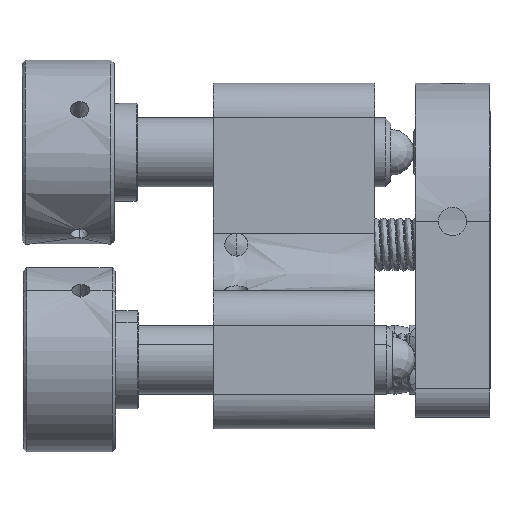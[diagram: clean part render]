
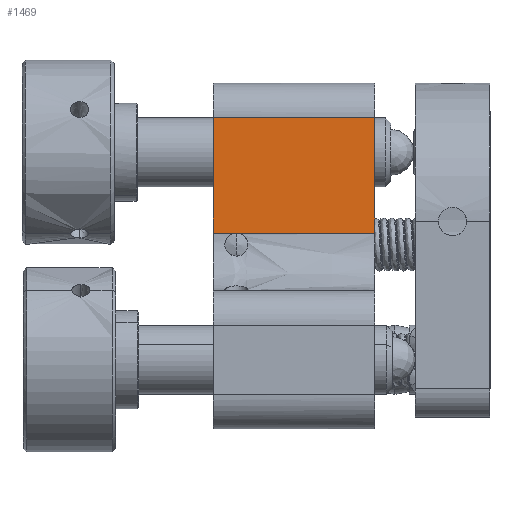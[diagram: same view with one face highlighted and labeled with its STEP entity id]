
A CAD part, left-side view. The second image highlights one B-rep face of the part: STEP entity #1469.
In plain terms, the highlighted free-form (B-spline) face has degree [1, 1] with [2, 2] control points.
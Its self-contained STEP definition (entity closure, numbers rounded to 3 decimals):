
#1469=ADVANCED_FACE('',(#2312),#30188,.T.);
#2312=FACE_OUTER_BOUND('',#3208,.T.);
#3208=EDGE_LOOP('',(#6783,#6784,#6785,#6786,#6787));
#6783=ORIENTED_EDGE('',*,*,#26506,.T.);
#6784=ORIENTED_EDGE('',*,*,#26422,.F.);
#6785=ORIENTED_EDGE('',*,*,#26418,.F.);
#6786=ORIENTED_EDGE('',*,*,#26507,.T.);
#6787=ORIENTED_EDGE('',*,*,#26504,.F.);
#11118=PCURVE('',#30577,#15588);
#11122=PCURVE('',#30577,#15592);
#11250=PCURVE('',#30599,#15720);
#11253=PCURVE('',#30188,#15723);
#11254=PCURVE('',#30188,#15724);
#11255=PCURVE('',#30188,#15725);
#11256=PCURVE('',#30188,#15726);
#11257=PCURVE('',#30188,#15727);
#11293=PCURVE('',#30192,#15763);
#11319=PCURVE('',#30193,#15789);
#15588=DEFINITIONAL_REPRESENTATION('',(#20916),#133112);
#15592=DEFINITIONAL_REPRESENTATION('',(#20923),#133112);
#15720=DEFINITIONAL_REPRESENTATION('',(#21051),#133112);
#15723=DEFINITIONAL_REPRESENTATION('',(#21055),#133112);
#15724=DEFINITIONAL_REPRESENTATION('',(#21056),#133112);
#15725=DEFINITIONAL_REPRESENTATION('',(#21057),#133112);
#15726=DEFINITIONAL_REPRESENTATION('',(#21059),#133112);
#15727=DEFINITIONAL_REPRESENTATION('',(#21060),#133112);
#15763=DEFINITIONAL_REPRESENTATION('',(#21097),#133112);
#15789=DEFINITIONAL_REPRESENTATION('',(#21105),#133112);
#20916=B_SPLINE_CURVE_WITH_KNOTS('',1,(#55704,#55705),.UNSPECIFIED.,.F.,
 .F.,(2,2),(0.,12.),.UNSPECIFIED.);
#20923=B_SPLINE_CURVE_WITH_KNOTS('',1,(#55781,#55782),.UNSPECIFIED.,.F.,
 .F.,(2,2),(0.,2.),.UNSPECIFIED.);
#21051=B_SPLINE_CURVE_WITH_KNOTS('',1,(#56604,#56605),.UNSPECIFIED.,.F.,
 .F.,(2,2),(-14.,0.),.UNSPECIFIED.);
#21054=B_SPLINE_CURVE_WITH_KNOTS('',1,(#56613,#56614),.UNSPECIFIED.,.F.,
 .F.,(2,2),(0.,10.),.UNSPECIFIED.);
#21055=B_SPLINE_CURVE_WITH_KNOTS('',1,(#56615,#56616),.UNSPECIFIED.,.F.,
 .F.,(2,2),(0.,10.),.UNSPECIFIED.);
#21056=B_SPLINE_CURVE_WITH_KNOTS('',1,(#56617,#56618),.UNSPECIFIED.,.F.,
 .F.,(2,2),(0.,2.),.UNSPECIFIED.);
#21057=B_SPLINE_CURVE_WITH_KNOTS('',1,(#56619,#56620),.UNSPECIFIED.,.F.,
 .F.,(2,2),(0.,12.),.UNSPECIFIED.);
#21058=B_SPLINE_CURVE_WITH_KNOTS('',1,(#56621,#56622),.UNSPECIFIED.,.F.,
 .F.,(2,2),(0.,10.),.UNSPECIFIED.);
#21059=B_SPLINE_CURVE_WITH_KNOTS('',1,(#56623,#56624),.UNSPECIFIED.,.F.,
 .F.,(2,2),(0.,10.),.UNSPECIFIED.);
#21060=B_SPLINE_CURVE_WITH_KNOTS('',1,(#56625,#56626),.UNSPECIFIED.,.F.,
 .F.,(2,2),(-14.,0.),.UNSPECIFIED.);
#21097=B_SPLINE_CURVE_WITH_KNOTS('',1,(#56749,#56750),.UNSPECIFIED.,.F.,
 .F.,(2,2),(0.,10.),.UNSPECIFIED.);
#21105=B_SPLINE_CURVE_WITH_KNOTS('',1,(#56849,#56850),.UNSPECIFIED.,.F.,
 .F.,(2,2),(0.,10.),.UNSPECIFIED.);
#24071=SURFACE_CURVE('',#27907,(#11118,#11255),.PCURVE_S1.);
#24075=SURFACE_CURVE('',#27908,(#11122,#11254),.PCURVE_S1.);
#24157=SURFACE_CURVE('',#27990,(#11250,#11257),.PCURVE_S1.);
#24159=SURFACE_CURVE('',#21054,(#11253,#11319),.PCURVE_S1.);
#24160=SURFACE_CURVE('',#21058,(#11256,#11293),.PCURVE_S1.);
#26418=EDGE_CURVE('',#29362,#29363,#24071,.T.);
#26422=EDGE_CURVE('',#29363,#29366,#24075,.T.);
#26504=EDGE_CURVE('',#29424,#29425,#24157,.T.);
#26506=EDGE_CURVE('',#29424,#29366,#24159,.T.);
#26507=EDGE_CURVE('',#29362,#29425,#24160,.T.);
#27907=(
BOUNDED_CURVE()
B_SPLINE_CURVE(1,(#55702,#55703),.UNSPECIFIED.,.F.,.F.)
B_SPLINE_CURVE_WITH_KNOTS((2,2),(0.,12.),.UNSPECIFIED.)
CURVE()
GEOMETRIC_REPRESENTATION_ITEM()
RATIONAL_B_SPLINE_CURVE((1.,1.))
REPRESENTATION_ITEM('')
);
#27908=(
BOUNDED_CURVE()
B_SPLINE_CURVE(1,(#55779,#55780),.UNSPECIFIED.,.F.,.F.)
B_SPLINE_CURVE_WITH_KNOTS((2,2),(0.,2.),.UNSPECIFIED.)
CURVE()
GEOMETRIC_REPRESENTATION_ITEM()
RATIONAL_B_SPLINE_CURVE((1.,1.))
REPRESENTATION_ITEM('')
);
#27990=(
BOUNDED_CURVE()
B_SPLINE_CURVE(1,(#56602,#56603),.UNSPECIFIED.,.F.,.F.)
B_SPLINE_CURVE_WITH_KNOTS((2,2),(-14.,0.),.UNSPECIFIED.)
CURVE()
GEOMETRIC_REPRESENTATION_ITEM()
RATIONAL_B_SPLINE_CURVE((1.,1.))
REPRESENTATION_ITEM('')
);
#29362=VERTEX_POINT('',#55378);
#29363=VERTEX_POINT('',#55379);
#29366=VERTEX_POINT('',#55382);
#29424=VERTEX_POINT('',#55440);
#29425=VERTEX_POINT('',#55441);
#30188=B_SPLINE_SURFACE_WITH_KNOTS('',1,1,((#55247,#55248),(#55249,#55250)),
 .UNSPECIFIED.,.F.,.F.,.F.,(2,2),(2,2),(-8.52,8.52),(-6.12,6.12),
 .UNSPECIFIED.);
#30192=B_SPLINE_SURFACE_WITH_KNOTS('',1,1,((#55317,#55318),(#55319,#55320)),
 .UNSPECIFIED.,.F.,.F.,.F.,(2,2),(2,2),(-18.12,18.12),(-18.12,18.12),
 .UNSPECIFIED.);
#30193=B_SPLINE_SURFACE_WITH_KNOTS('',1,1,((#55321,#55322),(#55323,#55324)),
 .UNSPECIFIED.,.F.,.F.,.F.,(2,2),(2,2),(-18.12,18.12),(-18.12,18.12),
 .UNSPECIFIED.);
#30577=(
BOUNDED_SURFACE()
B_SPLINE_SURFACE(1,2,((#54837,#54838,#54839,#54840,#54841,#54842,#54843,
#54844,#54845),(#54846,#54847,#54848,#54849,#54850,#54851,#54852,#54853,
#54854)),.UNSPECIFIED.,.F.,.F.,.F.)
B_SPLINE_SURFACE_WITH_KNOTS((2,2),(3,2,2,2,3),(0.,17.04),(0.,1.571,
3.142,4.712,6.283),.UNSPECIFIED.)
GEOMETRIC_REPRESENTATION_ITEM()
RATIONAL_B_SPLINE_SURFACE(((1.,0.707,1.,0.707,1.,
0.707,1.,0.707,1.),(1.,0.707,1.,0.707,
1.,0.707,1.,0.707,1.)))
REPRESENTATION_ITEM('')
SURFACE()
);
#30599=(
BOUNDED_SURFACE()
B_SPLINE_SURFACE(2,1,((#55229,#55230),(#55231,#55232),(#55233,#55234),(#55235,
#55236),(#55237,#55238),(#55239,#55240),(#55241,#55242),(#55243,#55244),
(#55245,#55246)),.UNSPECIFIED.,.T.,.F.,.F.)
B_SPLINE_SURFACE_WITH_KNOTS((3,2,2,2,3),(2,2),(0.,1.571,3.142,
4.712,6.283),(0.,17.04),.UNSPECIFIED.)
GEOMETRIC_REPRESENTATION_ITEM()
RATIONAL_B_SPLINE_SURFACE(((1.,1.),(0.707,0.707),
(1.,1.),(0.707,0.707),(1.,1.),(0.707,
0.707),(1.,1.),(0.707,0.707),(1.,1.)))
REPRESENTATION_ITEM('')
SURFACE()
);
#54837=CARTESIAN_POINT('',(-2.,-11.7,24.3));
#54838=CARTESIAN_POINT('',(3.,-11.7,24.3));
#54839=CARTESIAN_POINT('',(3.,-11.7,19.3));
#54840=CARTESIAN_POINT('',(3.,-11.7,14.3));
#54841=CARTESIAN_POINT('',(-2.,-11.7,14.3));
#54842=CARTESIAN_POINT('',(-7.,-11.7,14.3));
#54843=CARTESIAN_POINT('',(-7.,-11.7,19.3));
#54844=CARTESIAN_POINT('',(-7.,-11.7,24.3));
#54845=CARTESIAN_POINT('',(-2.,-11.7,24.3));
#54846=CARTESIAN_POINT('',(-2.,5.34,24.3));
#54847=CARTESIAN_POINT('',(3.,5.34,24.3));
#54848=CARTESIAN_POINT('',(3.,5.34,19.3));
#54849=CARTESIAN_POINT('',(3.,5.34,14.3));
#54850=CARTESIAN_POINT('',(-2.,5.34,14.3));
#54851=CARTESIAN_POINT('',(-7.,5.34,14.3));
#54852=CARTESIAN_POINT('',(-7.,5.34,19.3));
#54853=CARTESIAN_POINT('',(-7.,5.34,24.3));
#54854=CARTESIAN_POINT('',(-2.,5.34,24.3));
#55229=CARTESIAN_POINT('',(6.,-11.7,26.3));
#55230=CARTESIAN_POINT('',(6.,5.34,26.3));
#55231=CARTESIAN_POINT('',(3.,-11.7,26.3));
#55232=CARTESIAN_POINT('',(3.,5.34,26.3));
#55233=CARTESIAN_POINT('',(3.,-11.7,29.3));
#55234=CARTESIAN_POINT('',(3.,5.34,29.3));
#55235=CARTESIAN_POINT('',(3.,-11.7,32.3));
#55236=CARTESIAN_POINT('',(3.,5.34,32.3));
#55237=CARTESIAN_POINT('',(6.,-11.7,32.3));
#55238=CARTESIAN_POINT('',(6.,5.34,32.3));
#55239=CARTESIAN_POINT('',(9.,-11.7,32.3));
#55240=CARTESIAN_POINT('',(9.,5.34,32.3));
#55241=CARTESIAN_POINT('',(9.,-11.7,29.3));
#55242=CARTESIAN_POINT('',(9.,5.34,29.3));
#55243=CARTESIAN_POINT('',(9.,-11.7,26.3));
#55244=CARTESIAN_POINT('',(9.,5.34,26.3));
#55245=CARTESIAN_POINT('',(6.,-11.7,26.3));
#55246=CARTESIAN_POINT('',(6.,5.34,26.3));
#55247=CARTESIAN_POINT('',(3.,5.34,18.18));
#55248=CARTESIAN_POINT('',(3.,5.34,30.42));
#55249=CARTESIAN_POINT('',(3.,-11.7,18.18));
#55250=CARTESIAN_POINT('',(3.,-11.7,30.42));
#55317=CARTESIAN_POINT('',(-18.12,-10.18,-0.82));
#55318=CARTESIAN_POINT('',(-18.12,-10.18,35.42));
#55319=CARTESIAN_POINT('',(18.12,-10.18,-0.82));
#55320=CARTESIAN_POINT('',(18.12,-10.18,35.42));
#55321=CARTESIAN_POINT('',(-18.12,3.82,-0.82));
#55322=CARTESIAN_POINT('',(18.12,3.82,-0.82));
#55323=CARTESIAN_POINT('',(-18.12,3.82,35.42));
#55324=CARTESIAN_POINT('',(18.12,3.82,35.42));
#55378=CARTESIAN_POINT('',(3.,-10.18,19.3));
#55379=CARTESIAN_POINT('',(3.,1.82,19.3));
#55382=CARTESIAN_POINT('',(3.,3.82,19.3));
#55440=CARTESIAN_POINT('',(3.,3.82,29.3));
#55441=CARTESIAN_POINT('',(3.,-10.18,29.3));
#55702=CARTESIAN_POINT('',(3.,-10.18,19.3));
#55703=CARTESIAN_POINT('',(3.,1.82,19.3));
#55704=CARTESIAN_POINT('',(1.52,1.571));
#55705=CARTESIAN_POINT('',(13.52,1.571));
#55779=CARTESIAN_POINT('',(3.,1.82,19.3));
#55780=CARTESIAN_POINT('',(3.,3.82,19.3));
#55781=CARTESIAN_POINT('',(13.52,1.571));
#55782=CARTESIAN_POINT('',(15.52,1.571));
#56602=CARTESIAN_POINT('',(3.,3.82,29.3));
#56603=CARTESIAN_POINT('',(3.,-10.18,29.3));
#56604=CARTESIAN_POINT('',(1.571,15.52));
#56605=CARTESIAN_POINT('',(1.571,1.52));
#56613=CARTESIAN_POINT('',(3.,3.82,29.3));
#56614=CARTESIAN_POINT('',(3.,3.82,19.3));
#56615=CARTESIAN_POINT('',(-7.,5.));
#56616=CARTESIAN_POINT('',(-7.,-5.));
#56617=CARTESIAN_POINT('',(-5.,-5.));
#56618=CARTESIAN_POINT('',(-7.,-5.));
#56619=CARTESIAN_POINT('',(7.,-5.));
#56620=CARTESIAN_POINT('',(-5.,-5.));
#56621=CARTESIAN_POINT('',(3.,-10.18,19.3));
#56622=CARTESIAN_POINT('',(3.,-10.18,29.3));
#56623=CARTESIAN_POINT('',(7.,-5.));
#56624=CARTESIAN_POINT('',(7.,5.));
#56625=CARTESIAN_POINT('',(-7.,5.));
#56626=CARTESIAN_POINT('',(7.,5.));
#56749=CARTESIAN_POINT('',(3.,2.));
#56750=CARTESIAN_POINT('',(3.,12.));
#56849=CARTESIAN_POINT('',(12.,3.));
#56850=CARTESIAN_POINT('',(2.,3.));
#133112=(
GEOMETRIC_REPRESENTATION_CONTEXT(2)
PARAMETRIC_REPRESENTATION_CONTEXT()
REPRESENTATION_CONTEXT('pspace','')
);
